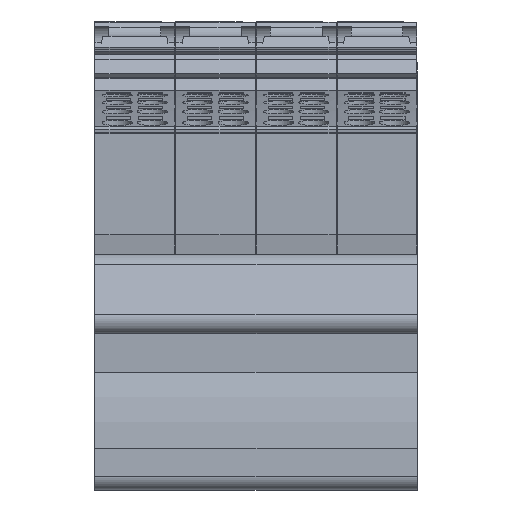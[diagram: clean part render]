
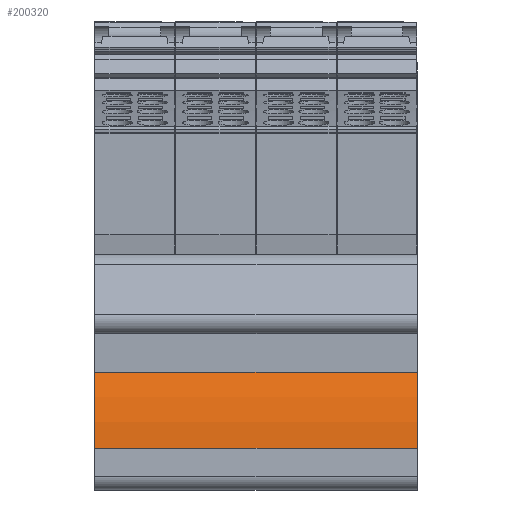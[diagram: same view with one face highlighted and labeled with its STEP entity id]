
A CAD part, front view. The second image highlights one B-rep face of the part: STEP entity #200320.
In plain terms, the highlighted cylindrical face has radius 30 mm (diameter 60 mm), a partial arc.
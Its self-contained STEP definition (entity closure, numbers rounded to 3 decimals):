
#177010=CARTESIAN_POINT('',(176.803,-56.677,36.45));
#177020=VERTEX_POINT('',#177010);
#177050=CARTESIAN_POINT('',(206.774,-57.986,36.45));
#177060=DIRECTION('',(0.,0.,1.));
#177070=DIRECTION('',(1.,0.,0.));
#177080=AXIS2_PLACEMENT_3D('',#177050,#177060,#177070);
#177090=CIRCLE('',#177080,30.);
#177100=CARTESIAN_POINT('',(179.618,-45.237,36.45));
#177110=VERTEX_POINT('',#177100);
#177120=EDGE_CURVE('',#177110,#177020,#177090,.T.);
#182630=CARTESIAN_POINT('',(179.618,-45.237,-12.15));
#182640=VERTEX_POINT('',#182630);
#182670=CARTESIAN_POINT('',(206.774,-57.986,-12.15));
#182680=DIRECTION('',(0.,0.,1.));
#182690=DIRECTION('',(1.,0.,0.));
#182700=AXIS2_PLACEMENT_3D('',#182670,#182680,#182690);
#182710=CIRCLE('',#182700,30.);
#182720=CARTESIAN_POINT('',(176.803,-56.677,-12.15));
#182730=VERTEX_POINT('',#182720);
#182740=EDGE_CURVE('',#182640,#182730,#182710,.T.);
#194480=CARTESIAN_POINT('',(179.618,-45.237,
6.15));
#194490=DIRECTION('',(0.,0.,1.));
#194500=VECTOR('',#194490,1.);
#194510=LINE('',#194480,#194500);
#194520=EDGE_CURVE('',#182640,#177110,#194510,.T.);
#200160=CARTESIAN_POINT('',(206.774,-57.986,
6.15));
#200170=DIRECTION('',(0.,0.,1.));
#200180=DIRECTION('',(1.,0.,0.));
#200190=AXIS2_PLACEMENT_3D('',#200160,#200170,#200180);
#200200=CYLINDRICAL_SURFACE('',#200190,30.);
#200210=ORIENTED_EDGE('',*,*,#182740,.T.);
#200220=ORIENTED_EDGE('',*,*,#194520,.F.);
#200230=ORIENTED_EDGE('',*,*,#177120,.F.);
#200240=CARTESIAN_POINT('',(176.803,-56.677,
6.15));
#200250=DIRECTION('',(0.,0.,1.));
#200260=VECTOR('',#200250,1.);
#200270=LINE('',#200240,#200260);
#200280=EDGE_CURVE('',#182730,#177020,#200270,.T.);
#200290=ORIENTED_EDGE('',*,*,#200280,.T.);
#200300=EDGE_LOOP('',(#200290,#200230,#200220,#200210));
#200310=FACE_OUTER_BOUND('',#200300,.T.);
#200320=ADVANCED_FACE('',(#200310),#200200,.T.);
